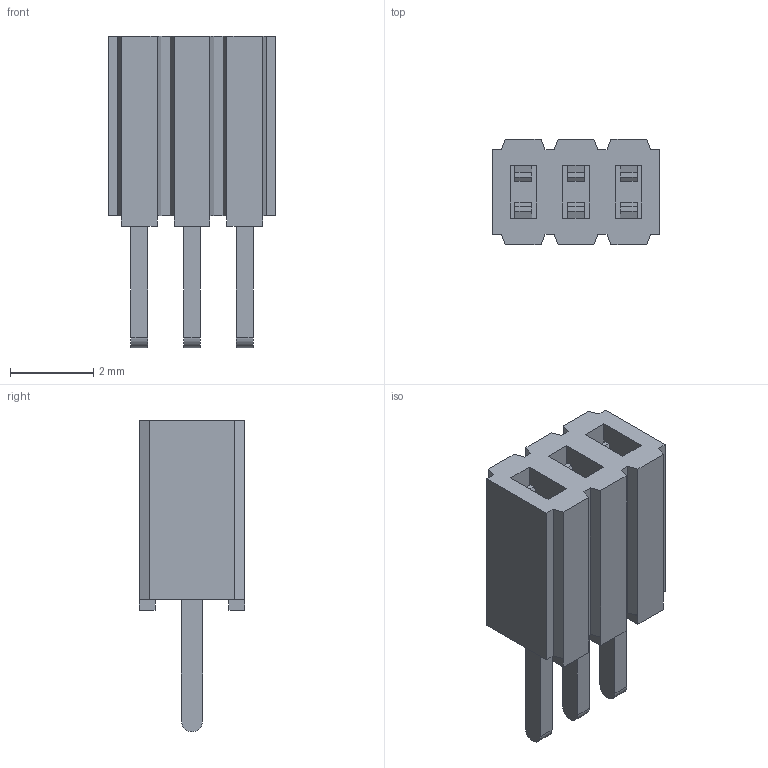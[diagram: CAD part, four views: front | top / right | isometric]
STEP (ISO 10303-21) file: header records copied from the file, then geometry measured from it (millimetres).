
FILE_DESCRIPTION(('FreeCAD Model'),'2;1');
FILE_NAME('Open CASCADE Shape Model','2025-01-06T12:14:26',(''),(''), 'Open CASCADE STEP processor 7.8','FreeCAD','Unknown');
FILE_SCHEMA(('AUTOMOTIVE_DESIGN { 1 0 10303 214 1 1 1 1 }'));
Length unit declared in the file: millimetre
Products named in the file (2): C-29-01-03-S; SLM-103-01-S_socket
Bounding box: 4.04 x 2.54 x 7.49 mm (x, y, z)
Volume: 38.2 mm3; surface area: 184.1 mm2
Topology: 2 solids, 2 shells, 124 faces, 330 edges, 216 vertices
Faces by surface type: plane 121, cylinder 3
Entity records: 3804 total; most frequent: CARTESIAN_POINT 671, ORIENTED_EDGE 660, DIRECTION 586, EDGE_CURVE 330, LINE 324, VECTOR 324, VERTEX_POINT 216, AXIS2_PLACEMENT_3D 131
